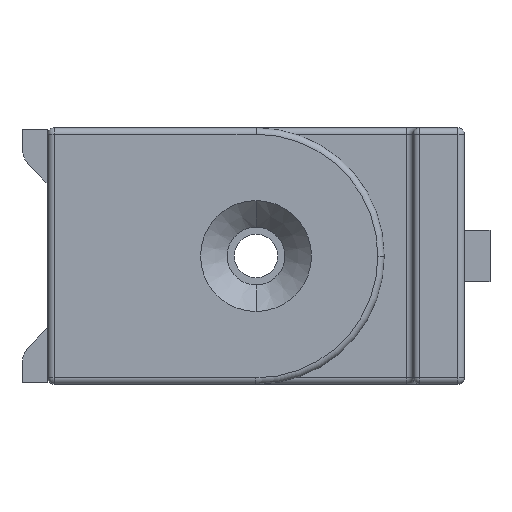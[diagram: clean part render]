
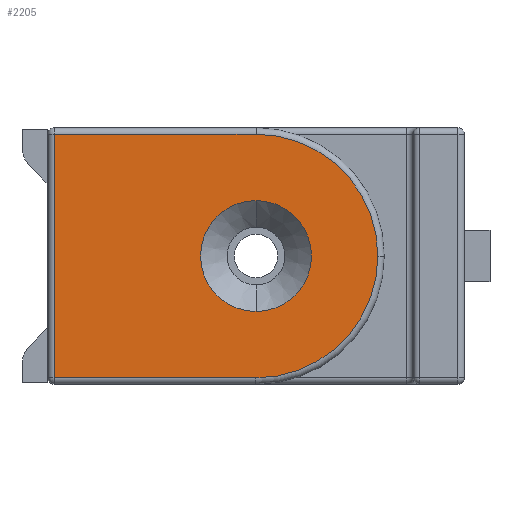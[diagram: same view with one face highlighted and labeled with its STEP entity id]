
A CAD part, left-side view. The second image highlights one B-rep face of the part: STEP entity #2205.
In plain terms, the highlighted face is planar.
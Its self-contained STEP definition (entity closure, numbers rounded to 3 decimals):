
#60=FACE_BOUND('',#269,.T.);
#74=PLANE('',#2355);
#134=FACE_OUTER_BOUND('',#268,.T.);
#268=EDGE_LOOP('',(#1530,#1531,#1532,#1533,#1534));
#269=EDGE_LOOP('',(#1535,#1536));
#439=LINE('',#3470,#638);
#440=LINE('',#3472,#639);
#441=LINE('',#3474,#640);
#638=VECTOR('',#2698,31.5);
#639=VECTOR('',#2699,38.);
#640=VECTOR('',#2700,31.5);
#800=CIRCLE('',#2335,8.65);
#812=CIRCLE('',#2356,19.);
#813=CIRCLE('',#2357,19.);
#814=CIRCLE('',#2358,8.65);
#935=VERTEX_POINT('',#3361);
#936=VERTEX_POINT('',#3363);
#981=VERTEX_POINT('',#3466);
#982=VERTEX_POINT('',#3467);
#983=VERTEX_POINT('',#3469);
#984=VERTEX_POINT('',#3471);
#985=VERTEX_POINT('',#3473);
#1143=EDGE_CURVE('',#935,#936,#800,.T.);
#1192=EDGE_CURVE('',#981,#982,#812,.T.);
#1193=EDGE_CURVE('',#982,#983,#439,.T.);
#1194=EDGE_CURVE('',#983,#984,#440,.T.);
#1195=EDGE_CURVE('',#984,#985,#441,.T.);
#1196=EDGE_CURVE('',#985,#981,#813,.T.);
#1197=EDGE_CURVE('',#936,#935,#814,.T.);
#1530=ORIENTED_EDGE('',*,*,#1192,.T.);
#1531=ORIENTED_EDGE('',*,*,#1193,.T.);
#1532=ORIENTED_EDGE('',*,*,#1194,.T.);
#1533=ORIENTED_EDGE('',*,*,#1195,.T.);
#1534=ORIENTED_EDGE('',*,*,#1196,.T.);
#1535=ORIENTED_EDGE('',*,*,#1197,.F.);
#1536=ORIENTED_EDGE('',*,*,#1143,.F.);
#2205=ADVANCED_FACE('',(#134,#60),#74,.F.);
#2335=AXIS2_PLACEMENT_3D('',#3364,#2617,#2618);
#2355=AXIS2_PLACEMENT_3D('',#3465,#2694,#2695);
#2356=AXIS2_PLACEMENT_3D('',#3468,#2696,#2697);
#2357=AXIS2_PLACEMENT_3D('',#3475,#2701,#2702);
#2358=AXIS2_PLACEMENT_3D('',#3476,#2703,#2704);
#2617=DIRECTION('center_axis',(1.,0.,0.));
#2618=DIRECTION('ref_axis',(0.,0.,-1.));
#2694=DIRECTION('center_axis',(-1.,0.,0.));
#2695=DIRECTION('ref_axis',(0.,0.,1.));
#2696=DIRECTION('center_axis',(1.,0.,0.));
#2697=DIRECTION('ref_axis',(0.,0.,1.));
#2698=DIRECTION('',(0.,-1.,0.));
#2699=DIRECTION('',(0.,0.,-1.));
#2700=DIRECTION('',(0.,1.,0.));
#2701=DIRECTION('center_axis',(1.,0.,0.));
#2702=DIRECTION('ref_axis',(0.,0.,1.));
#2703=DIRECTION('center_axis',(1.,0.,0.));
#2704=DIRECTION('ref_axis',(0.,0.,-1.));
#3361=CARTESIAN_POINT('',(20.,32.5,8.65));
#3363=CARTESIAN_POINT('',(20.,32.5,-8.65));
#3364=CARTESIAN_POINT('Origin',(20.,32.5,0.));
#3465=CARTESIAN_POINT('Origin',(20.,8.,20.));
#3466=CARTESIAN_POINT('',(20.,51.5,0.));
#3467=CARTESIAN_POINT('',(20.,32.5,19.));
#3468=CARTESIAN_POINT('Origin',(20.,32.5,0.));
#3469=CARTESIAN_POINT('',(20.,1.,19.));
#3470=CARTESIAN_POINT('',(20.,8.,19.));
#3471=CARTESIAN_POINT('',(20.,1.,-19.));
#3472=CARTESIAN_POINT('',(20.,1.,20.));
#3473=CARTESIAN_POINT('',(20.,32.5,-19.));
#3474=CARTESIAN_POINT('',(20.,8.,-19.));
#3475=CARTESIAN_POINT('Origin',(20.,32.5,0.));
#3476=CARTESIAN_POINT('Origin',(20.,32.5,0.));
